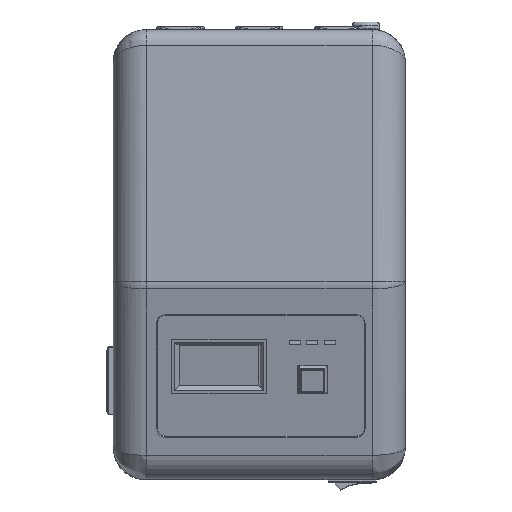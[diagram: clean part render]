
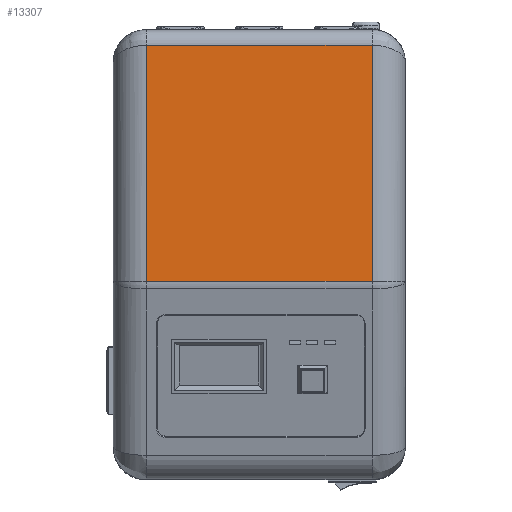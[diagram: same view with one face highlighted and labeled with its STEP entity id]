
A CAD part, top view. The second image highlights one B-rep face of the part: STEP entity #13307.
In plain terms, the highlighted face is planar.
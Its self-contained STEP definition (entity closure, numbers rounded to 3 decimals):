
#1820=FACE_OUTER_BOUND('',#15680,.T.);
#3881=LINE('',#53695,#6426);
#3887=LINE('',#53981,#6432);
#3898=LINE('',#54252,#6443);
#3900=LINE('',#54255,#6445);
#6426=VECTOR('',#41170,1.);
#6432=VECTOR('',#41190,1.);
#6443=VECTOR('',#41319,1.);
#6445=VECTOR('',#41323,1.);
#12192=PLANE('',#36135);
#13307=ADVANCED_FACE('NONE',(#1820),#12192,.T.);
#15680=EDGE_LOOP('',(#20468,#20469,#20470,#20471));
#20468=ORIENTED_EDGE('',*,*,#30880,.T.);
#20469=ORIENTED_EDGE('',*,*,#30813,.T.);
#20470=ORIENTED_EDGE('',*,*,#30878,.F.);
#20471=ORIENTED_EDGE('',*,*,#30799,.T.);
#27260=VERTEX_POINT('',#53573);
#27261=VERTEX_POINT('',#53692);
#27270=VERTEX_POINT('',#53856);
#27271=VERTEX_POINT('',#53978);
#30799=EDGE_CURVE('NONE',#27261,#27260,#3881,.T.);
#30813=EDGE_CURVE('NONE',#27271,#27270,#3887,.T.);
#30878=EDGE_CURVE('NONE',#27261,#27270,#3898,.T.);
#30880=EDGE_CURVE('NONE',#27260,#27271,#3900,.T.);
#36135=AXIS2_PLACEMENT_3D('',#54256,#41324,#41325);
#41170=DIRECTION('',(0.,-1.,0.));
#41190=DIRECTION('',(0.,1.,0.));
#41319=DIRECTION('',(0.,0.,-1.));
#41323=DIRECTION('',(0.,0.,-1.));
#41324=DIRECTION('',(1.,0.,0.));
#41325=DIRECTION('',(0.,0.,-1.));
#53573=CARTESIAN_POINT('',(-1152.946,2881.204,163.));
#53692=CARTESIAN_POINT('',(-1152.946,3030.8,163.));
#53695=CARTESIAN_POINT('',(-1152.946,0.,163.));
#53856=CARTESIAN_POINT('',(-1152.946,3030.8,20.));
#53978=CARTESIAN_POINT('',(-1152.946,2881.204,20.));
#53981=CARTESIAN_POINT('',(-1152.946,0.,20.));
#54252=CARTESIAN_POINT('',(-1152.946,3030.8,183.));
#54255=CARTESIAN_POINT('',(-1152.946,2881.204,183.));
#54256=CARTESIAN_POINT('',(-1152.946,0.,183.));
